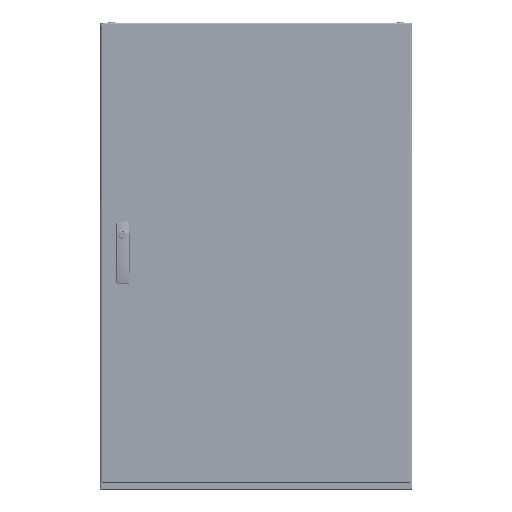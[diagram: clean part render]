
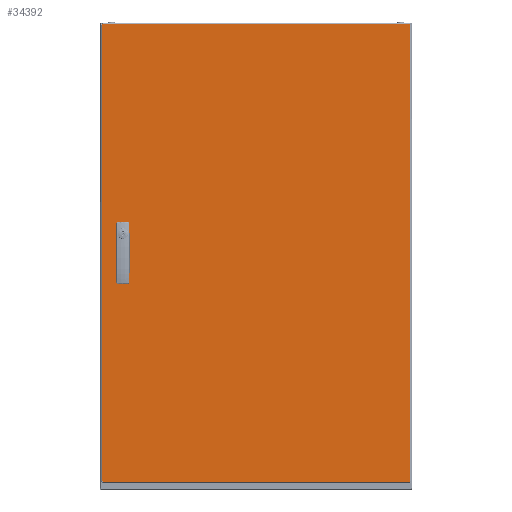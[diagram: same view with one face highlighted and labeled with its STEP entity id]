
A CAD part, top view. The second image highlights one B-rep face of the part: STEP entity #34392.
In plain terms, the highlighted planar face has unit normal (0, 0, 1).
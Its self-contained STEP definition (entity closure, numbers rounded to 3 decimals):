
#1587 = CARTESIAN_POINT ( 'NONE',  ( -329.9, 75.1, 1.5 ) ) ;
#1643 = CARTESIAN_POINT ( 'NONE',  ( 394.402, 587.25, 1.5 ) ) ;
#1660 = CARTESIAN_POINT ( 'NONE',  ( 395.5, -586.152, 1.5 ) ) ;
#1663 = CARTESIAN_POINT ( 'NONE',  ( 395.5, 586.152, 1.5 ) ) ;
#1666 = CARTESIAN_POINT ( 'NONE',  ( -394.402, -587.25, 1.5 ) ) ;
#1669 = CARTESIAN_POINT ( 'NONE',  ( 394.402, -587.25, 1.5 ) ) ;
#1672 = CARTESIAN_POINT ( 'NONE',  ( -395.5, 586.152, 1.5 ) ) ;
#1683 = CARTESIAN_POINT ( 'NONE',  ( -395.5, -586.152, 1.5 ) ) ;
#1684 = CARTESIAN_POINT ( 'NONE',  ( -394.402, 587.25, 1.5 ) ) ;
#1690 = CARTESIAN_POINT ( 'NONE',  ( -329.9, 24.9, 1.5 ) ) ;
#2833 = CARTESIAN_POINT ( 'NONE',  ( -355.1, 24.9, 1.5 ) ) ;
#2895 = CARTESIAN_POINT ( 'NONE',  ( -355.1, -24.9, 1.5 ) ) ;
#2896 = CARTESIAN_POINT ( 'NONE',  ( -329.9, -24.9, 1.5 ) ) ;
#2897 = CARTESIAN_POINT ( 'NONE',  ( -329.9, -75.1, 1.5 ) ) ;
#2898 = CARTESIAN_POINT ( 'NONE',  ( -355.1, -75.1, 1.5 ) ) ;
#2900 = CARTESIAN_POINT ( 'NONE',  ( -355.1, 75.1, 1.5 ) ) ;
#3004 = ORIENTED_EDGE ( 'NONE', *, *, #21798, .F. ) ;
#3005 = ORIENTED_EDGE ( 'NONE', *, *, #21799, .F. ) ;
#3006 = ORIENTED_EDGE ( 'NONE', *, *, #21796, .F. ) ;
#3007 = ORIENTED_EDGE ( 'NONE', *, *, #21795, .F. ) ;
#3008 = ORIENTED_EDGE ( 'NONE', *, *, #21797, .F. ) ;
#3009 = ORIENTED_EDGE ( 'NONE', *, *, #21800, .F. ) ;
#3010 = ORIENTED_EDGE ( 'NONE', *, *, #21802, .F. ) ;
#3011 = ORIENTED_EDGE ( 'NONE', *, *, #21801, .F. ) ;
#3012 = ORIENTED_EDGE ( 'NONE', *, *, #21804, .T. ) ;
#3013 = ORIENTED_EDGE ( 'NONE', *, *, #21803, .T. ) ;
#3014 = ORIENTED_EDGE ( 'NONE', *, *, #21806, .T. ) ;
#3015 = ORIENTED_EDGE ( 'NONE', *, *, #21805, .T. ) ;
#3016 = ORIENTED_EDGE ( 'NONE', *, *, #21807, .T. ) ;
#3017 = ORIENTED_EDGE ( 'NONE', *, *, #21808, .T. ) ;
#3018 = ORIENTED_EDGE ( 'NONE', *, *, #21809, .T. ) ;
#3019 = ORIENTED_EDGE ( 'NONE', *, *, #21810, .T. ) ;
#21795 = EDGE_CURVE ( 'NONE', #90846, #90848, #26661, .T. ) ;
#21796 = EDGE_CURVE ( 'NONE', #90848, #90849, #26679, .T. ) ;
#21797 = EDGE_CURVE ( 'NONE', #90842, #90950, #26677, .T. ) ;
#21798 = EDGE_CURVE ( 'NONE', #90849, #90844, #26669, .T. ) ;
#21799 = EDGE_CURVE ( 'NONE', #90844, #90846, #26685, .T. ) ;
#21800 = EDGE_CURVE ( 'NONE', #90832, #90842, #26689, .T. ) ;
#21801 = EDGE_CURVE ( 'NONE', #90950, #90804, #26693, .T. ) ;
#21802 = EDGE_CURVE ( 'NONE', #90804, #90832, #26697, .T. ) ;
#21803 = EDGE_CURVE ( 'NONE', #90809, #90807, #26701, .T. ) ;
#21804 = EDGE_CURVE ( 'NONE', #90806, #90809, #26718, .T. ) ;
#21805 = EDGE_CURVE ( 'NONE', #90813, #90811, #26712, .T. ) ;
#21806 = EDGE_CURVE ( 'NONE', #90807, #90813, #26725, .T. ) ;
#21807 = EDGE_CURVE ( 'NONE', #90811, #90817, #26729, .T. ) ;
#21808 = EDGE_CURVE ( 'NONE', #90817, #90815, #26714, .T. ) ;
#21809 = EDGE_CURVE ( 'NONE', #90815, #90818, #26735, .T. ) ;
#21810 = EDGE_CURVE ( 'NONE', #90818, #90806, #26721, .T. ) ;
#26661 = LINE ( 'NONE', #79764, #26681 ) ;
#26669 = LINE ( 'NONE', #79758, #26691 ) ;
#26677 = LINE ( 'NONE', #79761, #26687 ) ;
#26679 = LINE ( 'NONE', #79770, #26683 ) ;
#26681 = VECTOR ( 'NONE', #79762, 1000. ) ;
#26683 = VECTOR ( 'NONE', #79759, 1000. ) ;
#26685 = LINE ( 'NONE', #79756, #26695 ) ;
#26687 = VECTOR ( 'NONE', #79757, 1000. ) ;
#26689 = LINE ( 'NONE', #79753, #26699 ) ;
#26691 = VECTOR ( 'NONE', #79754, 1000. ) ;
#26693 = LINE ( 'NONE', #79750, #26703 ) ;
#26695 = VECTOR ( 'NONE', #79751, 1000. ) ;
#26697 = LINE ( 'NONE', #79748, #26706 ) ;
#26699 = VECTOR ( 'NONE', #79749, 1000. ) ;
#26701 = LINE ( 'NONE', #79744, #26710 ) ;
#26703 = VECTOR ( 'NONE', #79745, 1000. ) ;
#26706 = VECTOR ( 'NONE', #79738, 1000. ) ;
#26708 = VECTOR ( 'NONE', #79721, 1000. ) ;
#26710 = VECTOR ( 'NONE', #79734, 1000. ) ;
#26712 = LINE ( 'NONE', #79723, #26708 ) ;
#26714 = LINE ( 'NONE', #79697, #26723 ) ;
#26718 = CIRCLE ( 'NONE', #89827, 3. ) ;
#26721 = LINE ( 'NONE', #79680, #26727 ) ;
#26723 = VECTOR ( 'NONE', #79695, 1000. ) ;
#26725 = CIRCLE ( 'NONE', #89813, 3. ) ;
#26727 = VECTOR ( 'NONE', #79678, 1000. ) ;
#26729 = CIRCLE ( 'NONE', #89833, 3. ) ;
#26735 = CIRCLE ( 'NONE', #89838, 3. ) ;
#34392 = ADVANCED_FACE ( 'NONE', ( #45796, #45803, #45805 ), #44882, .T. ) ;
#43658 = AXIS2_PLACEMENT_3D ( 'NONE', #44883, #44879, #44878 ) ;
#44878 = DIRECTION ( 'NONE',  ( 1., 0., 0. ) ) ;
#44879 = DIRECTION ( 'NONE',  ( 0., 0., 1. ) ) ;
#44882 = PLANE ( 'NONE',  #43658 ) ;
#44883 = CARTESIAN_POINT ( 'NONE',  ( -397., -588.75, 1.5 ) ) ;
#45796 = FACE_BOUND ( 'NONE', #97727, .T. ) ;
#45803 = FACE_BOUND ( 'NONE', #97722, .T. ) ;
#45805 = FACE_OUTER_BOUND ( 'NONE', #97721, .T. ) ;
#79678 = DIRECTION ( 'NONE',  ( -1., 0., 0. ) ) ;
#79680 = CARTESIAN_POINT ( 'NONE',  ( -397., 587.25, 1.5 ) ) ;
#79684 = DIRECTION ( 'NONE',  ( 1., 0., 0. ) ) ;
#79688 = DIRECTION ( 'NONE',  ( 0., 0., -1. ) ) ;
#79695 = DIRECTION ( 'NONE',  ( 0., 1., 0. ) ) ;
#79697 = CARTESIAN_POINT ( 'NONE',  ( 395.5, -588.75, 1.5 ) ) ;
#79701 = DIRECTION ( 'NONE',  ( -1., 0., 0. ) ) ;
#79705 = DIRECTION ( 'NONE',  ( 0., 0., -1. ) ) ;
#79710 = DIRECTION ( 'NONE',  ( 1., 0., 0. ) ) ;
#79712 = DIRECTION ( 'NONE',  ( 0., 0., -1. ) ) ;
#79717 = CARTESIAN_POINT ( 'NONE',  ( 397., 588.75, 1.5 ) ) ;
#79721 = DIRECTION ( 'NONE',  ( 1., 0., 0. ) ) ;
#79723 = CARTESIAN_POINT ( 'NONE',  ( -397., -587.25, 1.5 ) ) ;
#79726 = DIRECTION ( 'NONE',  ( -1., 0., 0. ) ) ;
#79728 = DIRECTION ( 'NONE',  ( 0., 0., -1. ) ) ;
#79730 = CARTESIAN_POINT ( 'NONE',  ( 397., -588.75, 1.5 ) ) ;
#79732 = CARTESIAN_POINT ( 'NONE',  ( -397., 588.75, 1.5 ) ) ;
#79734 = DIRECTION ( 'NONE',  ( 0., -1., 0. ) ) ;
#79736 = CARTESIAN_POINT ( 'NONE',  ( -397., -588.75, 1.5 ) ) ;
#79738 = DIRECTION ( 'NONE',  ( 0., 1., 0. ) ) ;
#79744 = CARTESIAN_POINT ( 'NONE',  ( -395.5, -588.75, 1.5 ) ) ;
#79745 = DIRECTION ( 'NONE',  ( 1., 0., 0. ) ) ;
#79748 = CARTESIAN_POINT ( 'NONE',  ( -329.9, 75.1, 1.5 ) ) ;
#79749 = DIRECTION ( 'NONE',  ( -1., 0., 0. ) ) ;
#79750 = CARTESIAN_POINT ( 'NONE',  ( -355.1, 24.9, 1.5 ) ) ;
#79751 = DIRECTION ( 'NONE',  ( 1., 0., 0. ) ) ;
#79753 = CARTESIAN_POINT ( 'NONE',  ( -355.1, 75.1, 1.5 ) ) ;
#79754 = DIRECTION ( 'NONE',  ( 0., -1., 0. ) ) ;
#79756 = CARTESIAN_POINT ( 'NONE',  ( -355.1, -75.1, 1.5 ) ) ;
#79757 = DIRECTION ( 'NONE',  ( 0., -1., 0. ) ) ;
#79758 = CARTESIAN_POINT ( 'NONE',  ( -355.1, -75.1, 1.5 ) ) ;
#79759 = DIRECTION ( 'NONE',  ( -1., 0., 0. ) ) ;
#79761 = CARTESIAN_POINT ( 'NONE',  ( -355.1, 75.1, 1.5 ) ) ;
#79762 = DIRECTION ( 'NONE',  ( 0., 1., 0. ) ) ;
#79764 = CARTESIAN_POINT ( 'NONE',  ( -329.9, -75.1, 1.5 ) ) ;
#79770 = CARTESIAN_POINT ( 'NONE',  ( -355.1, -24.9, 1.5 ) ) ;
#89813 = AXIS2_PLACEMENT_3D ( 'NONE', #79736, #79712, #79710 ) ;
#89827 = AXIS2_PLACEMENT_3D ( 'NONE', #79732, #79728, #79726 ) ;
#89833 = AXIS2_PLACEMENT_3D ( 'NONE', #79730, #79705, #79701 ) ;
#89838 = AXIS2_PLACEMENT_3D ( 'NONE', #79717, #79688, #79684 ) ;
#90804 = VERTEX_POINT ( 'NONE', #1690 ) ;
#90806 = VERTEX_POINT ( 'NONE', #1684 ) ;
#90807 = VERTEX_POINT ( 'NONE', #1683 ) ;
#90809 = VERTEX_POINT ( 'NONE', #1672 ) ;
#90811 = VERTEX_POINT ( 'NONE', #1669 ) ;
#90813 = VERTEX_POINT ( 'NONE', #1666 ) ;
#90815 = VERTEX_POINT ( 'NONE', #1663 ) ;
#90817 = VERTEX_POINT ( 'NONE', #1660 ) ;
#90818 = VERTEX_POINT ( 'NONE', #1643 ) ;
#90832 = VERTEX_POINT ( 'NONE', #1587 ) ;
#90842 = VERTEX_POINT ( 'NONE', #2900 ) ;
#90844 = VERTEX_POINT ( 'NONE', #2898 ) ;
#90846 = VERTEX_POINT ( 'NONE', #2897 ) ;
#90848 = VERTEX_POINT ( 'NONE', #2896 ) ;
#90849 = VERTEX_POINT ( 'NONE', #2895 ) ;
#90950 = VERTEX_POINT ( 'NONE', #2833 ) ;
#97721 = EDGE_LOOP ( 'NONE', ( #3012, #3013, #3014, #3015, #3016, #3017, #3018, #3019 ) ) ;
#97722 = EDGE_LOOP ( 'NONE', ( #3008, #3009, #3010, #3011 ) ) ;
#97727 = EDGE_LOOP ( 'NONE', ( #3005, #3004, #3006, #3007 ) ) ;
